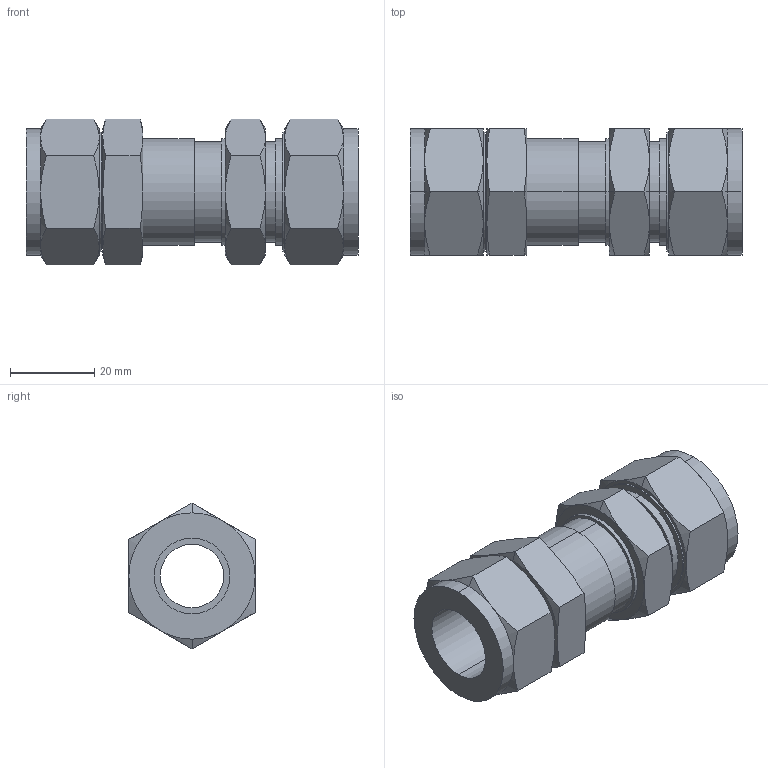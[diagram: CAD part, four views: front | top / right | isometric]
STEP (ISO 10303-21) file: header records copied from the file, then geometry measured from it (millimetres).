
FILE_DESCRIPTION (( 'STEP AP203' ), '1' );
FILE_NAME ('RizurLok-PG-18(O)-18(O).STEP', '2022-03-05T12:36:06', ( '' ), ( '' ), 'SwSTEP 2.0', 'SolidWorks 2020', '' );
FILE_SCHEMA (( 'CONFIG_CONTROL_DESIGN' ));
Length unit declared in the file: millimetre
Products named in the file (2): RizurLok-PG-18(O)-18(O)
Assembly tree (1 placements, depth 2):
  RizurLok-PG-18(O)-18(O)
    RizurLok-PG-18(O)-18(O)
Bounding box: 78.9 x 30 x 34.64 mm (x, y, z)
Volume: 35717.5 mm3; surface area: 14570.1 mm2
Topology: 1 solids, 1 shells, 405 faces, 1036 edges, 668 vertices
Faces by surface type: plane 165, bspline 150, cone 64, cylinder 26
Entity records: 18918 total; most frequent: CARTESIAN_POINT 10055, ORIENTED_EDGE 2072, DIRECTION 1270, EDGE_CURVE 1036, VERTEX_POINT 668, VECTOR 528, LINE 528, EDGE_LOOP 442
